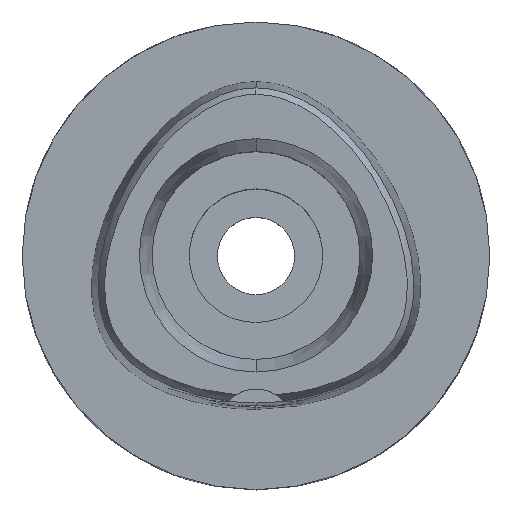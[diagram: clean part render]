
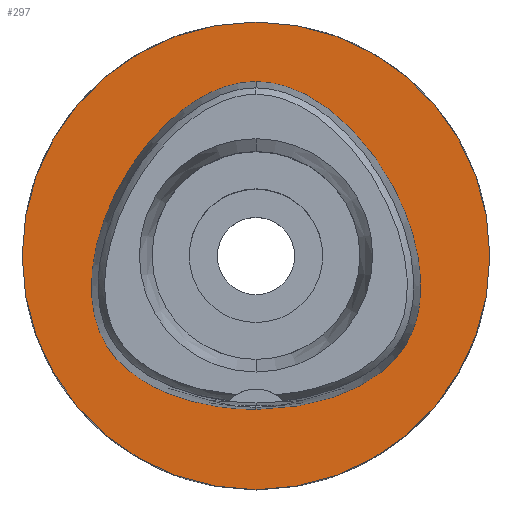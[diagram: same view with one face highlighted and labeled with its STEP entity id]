
A CAD part, top view. The second image highlights one B-rep face of the part: STEP entity #297.
In plain terms, the highlighted planar face has unit normal (0, 0, 1).
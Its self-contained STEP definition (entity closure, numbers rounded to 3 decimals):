
#3 = CARTESIAN_POINT ( 'NONE',  ( 22.057, -6.848, 0. ) ) ;
#32 = CARTESIAN_POINT ( 'NONE',  ( 5.098, 22.526, 0. ) ) ;
#88 = ORIENTED_EDGE ( 'NONE', *, *, #2770, .F. ) ;
#95 = DIRECTION ( 'NONE',  ( 0., -1., 0. ) ) ;
#222 = CARTESIAN_POINT ( 'NONE',  ( -20.35, -11.749, 0. ) ) ;
#291 = CARTESIAN_POINT ( 'NONE',  ( -21.555, -8.996, 0. ) ) ;
#297 = ADVANCED_FACE ( 'NONE', ( #1234, #2725 ), #2794, .F. ) ;
#341 = CARTESIAN_POINT ( 'NONE',  ( 22.245, -4.1, 0. ) ) ;
#442 = EDGE_LOOP ( 'NONE', ( #3171, #88 ) ) ;
#561 = CARTESIAN_POINT ( 'NONE',  ( -11.233, -18.893, 0. ) ) ;
#564 = EDGE_CURVE ( 'NONE', #714, #3848, #4538, .T. ) ;
#608 = CARTESIAN_POINT ( 'NONE',  ( -2.114, -20.675, 0. ) ) ;
#640 = CARTESIAN_POINT ( 'NONE',  ( -18.568, -14.169, 0. ) ) ;
#668 = CARTESIAN_POINT ( 'NONE',  ( 0., 31.5, 0. ) ) ;
#706 = CARTESIAN_POINT ( 'NONE',  ( 21.555, -8.996, 0. ) ) ;
#714 = VERTEX_POINT ( 'NONE', #668 ) ;
#887 = CARTESIAN_POINT ( 'NONE',  ( 0., 0., 0. ) ) ;
#944 = CARTESIAN_POINT ( 'NONE',  ( -14.408, 15.641, 0. ) ) ;
#974 = CARTESIAN_POINT ( 'NONE',  ( -7.571, 21.315, 0. ) ) ;
#1020 = CARTESIAN_POINT ( 'NONE',  ( -19.649, -12.825, 0. ) ) ;
#1053 = B_SPLINE_CURVE_WITH_KNOTS ( 'NONE', 3,
 ( #1369, #2879, #1712, #1733, #974, #4754, #944, #1416, #4364, #3632, #3970, #2902, #291, #4003, #222, #1020, #640, #2451, #1802, #561, #4394, #608, #4658 ),
 .UNSPECIFIED., .F., .F.,
 ( 4, 1, 1, 1, 1, 1, 1, 1, 1, 1, 1, 1, 1, 1, 1, 1, 1, 1, 1, 1, 4 ),
 ( 0., 0.042, 0.083, 0.125, 0.167, 0.25, 0.333, 0.417, 0.5, 0.542, 0.583, 0.625, 0.646, 0.667, 0.688, 0.708, 0.75, 0.792, 0.833, 0.917, 1. ),
 .UNSPECIFIED. ) ;
#1119 = CARTESIAN_POINT ( 'NONE',  ( 19.649, -12.825, 0. ) ) ;
#1164 = CARTESIAN_POINT ( 'NONE',  ( 18.068, 10.432, 0. ) ) ;
#1234 = FACE_OUTER_BOUND ( 'NONE', #2866, .T. ) ;
#1250 = EDGE_CURVE ( 'NONE', #2318, #2207, #1053, .T. ) ;
#1323 = DIRECTION ( 'NONE',  ( 0., 0., -1. ) ) ;
#1369 = CARTESIAN_POINT ( 'NONE',  ( 0., 23.475, 0. ) ) ;
#1416 = CARTESIAN_POINT ( 'NONE',  ( -18.068, 10.432, 0. ) ) ;
#1424 = AXIS2_PLACEMENT_3D ( 'NONE', #887, #4236, #95 ) ;
#1440 = CARTESIAN_POINT ( 'NONE',  ( 14.673, -17.214, 0. ) ) ;
#1444 = EDGE_CURVE ( 'NONE', #3848, #714, #3749, .T. ) ;
#1464 = CARTESIAN_POINT ( 'NONE',  ( 0., 23.475, 0. ) ) ;
#1523 = CARTESIAN_POINT ( 'NONE',  ( 0., -31.5, 0. ) ) ;
#1712 = CARTESIAN_POINT ( 'NONE',  ( -2.565, 23.293, 0. ) ) ;
#1733 = CARTESIAN_POINT ( 'NONE',  ( -5.098, 22.526, 0. ) ) ;
#1802 = CARTESIAN_POINT ( 'NONE',  ( -14.673, -17.214, 0. ) ) ;
#1831 = CARTESIAN_POINT ( 'NONE',  ( 20.35, -11.749, 0. ) ) ;
#1861 = DIRECTION ( 'NONE',  ( 0., 1., 0. ) ) ;
#1874 = CARTESIAN_POINT ( 'NONE',  ( 18.568, -14.169, 0. ) ) ;
#2031 = DIRECTION ( 'NONE',  ( 0., -1., 0. ) ) ;
#2207 = VERTEX_POINT ( 'NONE', #4827 ) ;
#2223 = CARTESIAN_POINT ( 'NONE',  ( 6.341, -20.298, 0. ) ) ;
#2318 = VERTEX_POINT ( 'NONE', #3537 ) ;
#2361 = CARTESIAN_POINT ( 'NONE',  ( 0., 0., 0. ) ) ;
#2451 = CARTESIAN_POINT ( 'NONE',  ( -16.959, -15.678, 0. ) ) ;
#2452 = AXIS2_PLACEMENT_3D ( 'NONE', #2361, #1323, #2031 ) ;
#2584 = CARTESIAN_POINT ( 'NONE',  ( 16.959, -15.678, 0. ) ) ;
#2637 = CARTESIAN_POINT ( 'NONE',  ( 20.749, 4.657, 0. ) ) ;
#2656 = CARTESIAN_POINT ( 'NONE',  ( 0.855, 23.475, 0. ) ) ;
#2725 = FACE_BOUND ( 'NONE', #442, .T. ) ;
#2770 = EDGE_CURVE ( 'NONE', #2207, #2318, #3131, .T. ) ;
#2794 = PLANE ( 'NONE',  #2452 ) ;
#2866 = EDGE_LOOP ( 'NONE', ( #4757, #4169 ) ) ;
#2879 = CARTESIAN_POINT ( 'NONE',  ( -0.855, 23.475, 0. ) ) ;
#2902 = CARTESIAN_POINT ( 'NONE',  ( -22.057, -6.848, 0. ) ) ;
#2928 = CARTESIAN_POINT ( 'NONE',  ( 21.978, -0.281, 0. ) ) ;
#2970 = CARTESIAN_POINT ( 'NONE',  ( 11.233, -18.893, 0. ) ) ;
#3131 = B_SPLINE_CURVE_WITH_KNOTS ( 'NONE', 3,
 ( #4822, #4099, #2223, #2970, #1440, #2584, #1874, #1119, #1831, #4045, #706, #3, #341, #2928, #2637, #1164, #4069, #4801, #4451, #32, #3319, #2656, #1464 ),
 .UNSPECIFIED., .F., .F.,
 ( 4, 1, 1, 1, 1, 1, 1, 1, 1, 1, 1, 1, 1, 1, 1, 1, 1, 1, 1, 1, 4 ),
 ( 0., 0.083, 0.167, 0.208, 0.25, 0.292, 0.313, 0.333, 0.354, 0.375, 0.417, 0.458, 0.5, 0.583, 0.667, 0.75, 0.833, 0.875, 0.917, 0.958, 1. ),
 .UNSPECIFIED. ) ;
#3171 = ORIENTED_EDGE ( 'NONE', *, *, #1250, .F. ) ;
#3319 = CARTESIAN_POINT ( 'NONE',  ( 2.565, 23.293, 0. ) ) ;
#3537 = CARTESIAN_POINT ( 'NONE',  ( 0., 23.475, 0. ) ) ;
#3632 = CARTESIAN_POINT ( 'NONE',  ( -21.978, -0.281, 0. ) ) ;
#3683 = CARTESIAN_POINT ( 'NONE',  ( 0., 0., 0. ) ) ;
#3749 = CIRCLE ( 'NONE', #1424, 31.5 ) ;
#3848 = VERTEX_POINT ( 'NONE', #1523 ) ;
#3970 = CARTESIAN_POINT ( 'NONE',  ( -22.245, -4.1, 0. ) ) ;
#4003 = CARTESIAN_POINT ( 'NONE',  ( -20.932, -10.604, 0. ) ) ;
#4045 = CARTESIAN_POINT ( 'NONE',  ( 20.932, -10.604, 0. ) ) ;
#4069 = CARTESIAN_POINT ( 'NONE',  ( 14.408, 15.641, 0. ) ) ;
#4099 = CARTESIAN_POINT ( 'NONE',  ( 2.114, -20.675, 0. ) ) ;
#4128 = DIRECTION ( 'NONE',  ( 0., 0., -1. ) ) ;
#4169 = ORIENTED_EDGE ( 'NONE', *, *, #1444, .F. ) ;
#4236 = DIRECTION ( 'NONE',  ( 0., 0., -1. ) ) ;
#4305 = AXIS2_PLACEMENT_3D ( 'NONE', #3683, #4128, #1861 ) ;
#4364 = CARTESIAN_POINT ( 'NONE',  ( -20.749, 4.657, 0. ) ) ;
#4394 = CARTESIAN_POINT ( 'NONE',  ( -6.341, -20.298, 0. ) ) ;
#4451 = CARTESIAN_POINT ( 'NONE',  ( 7.571, 21.315, 0. ) ) ;
#4538 = CIRCLE ( 'NONE', #4305, 31.5 ) ;
#4658 = CARTESIAN_POINT ( 'NONE',  ( 0., -20.675, 0. ) ) ;
#4754 = CARTESIAN_POINT ( 'NONE',  ( -10.746, 19.174, 0. ) ) ;
#4757 = ORIENTED_EDGE ( 'NONE', *, *, #564, .F. ) ;
#4801 = CARTESIAN_POINT ( 'NONE',  ( 10.746, 19.174, 0. ) ) ;
#4822 = CARTESIAN_POINT ( 'NONE',  ( 0., -20.675, 0. ) ) ;
#4827 = CARTESIAN_POINT ( 'NONE',  ( 0., -20.675, 0. ) ) ;
